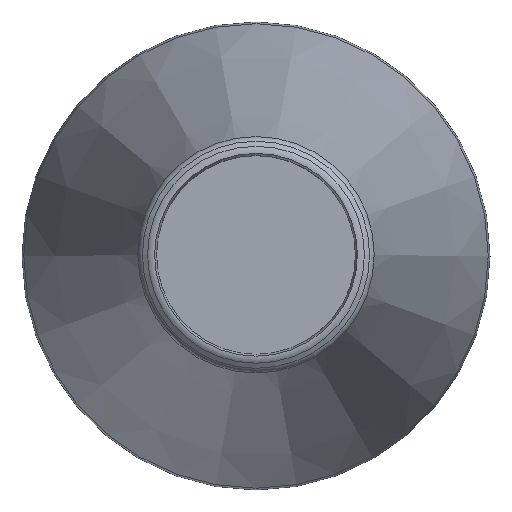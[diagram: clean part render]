
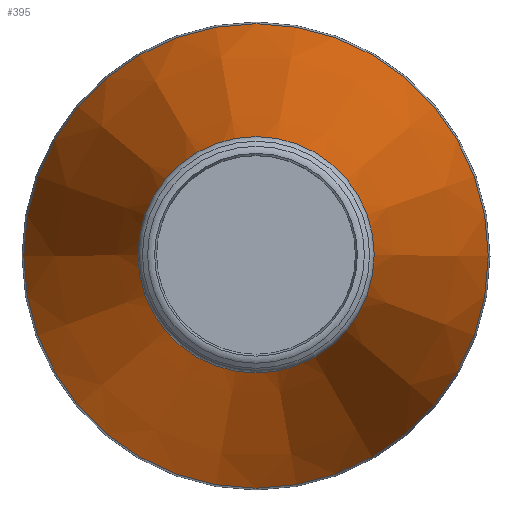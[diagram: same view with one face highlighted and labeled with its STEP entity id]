
A CAD part, top view. The second image highlights one B-rep face of the part: STEP entity #395.
In plain terms, the highlighted conical face has half-angle 14.744 degrees and reference radius 30.5 mm.
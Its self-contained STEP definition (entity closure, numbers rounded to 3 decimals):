
#55=FACE_OUTER_BOUND('',#78,.T.);
#78=EDGE_LOOP('',(#356,#357,#358,#359,#360,#361));
#88=LINE('',#762,#96);
#96=VECTOR('',#633,30.5);
#141=CIRCLE('',#477,18.494);
#143=CIRCLE('',#479,18.494);
#144=CIRCLE('',#481,39.699);
#145=CIRCLE('',#482,39.699);
#184=VERTEX_POINT('',#755);
#185=VERTEX_POINT('',#756);
#186=VERTEX_POINT('',#761);
#187=VERTEX_POINT('',#763);
#241=EDGE_CURVE('',#184,#185,#141,.T.);
#243=EDGE_CURVE('',#185,#184,#143,.T.);
#244=EDGE_CURVE('',#185,#186,#88,.T.);
#245=EDGE_CURVE('',#187,#186,#144,.T.);
#246=EDGE_CURVE('',#186,#187,#145,.T.);
#356=ORIENTED_EDGE('',*,*,#241,.F.);
#357=ORIENTED_EDGE('',*,*,#243,.F.);
#358=ORIENTED_EDGE('',*,*,#244,.T.);
#359=ORIENTED_EDGE('',*,*,#245,.F.);
#360=ORIENTED_EDGE('',*,*,#246,.F.);
#361=ORIENTED_EDGE('',*,*,#244,.F.);
#374=CONICAL_SURFACE('',#480,30.5,0.257);
#395=ADVANCED_FACE('',(#55),#374,.T.);
#477=AXIS2_PLACEMENT_3D('',#757,#625,#626);
#479=AXIS2_PLACEMENT_3D('',#759,#629,#630);
#480=AXIS2_PLACEMENT_3D('',#760,#631,#632);
#481=AXIS2_PLACEMENT_3D('',#764,#634,#635);
#482=AXIS2_PLACEMENT_3D('',#765,#636,#637);
#625=DIRECTION('center_axis',(0.,0.,1.));
#626=DIRECTION('ref_axis',(-1.,0.,0.));
#629=DIRECTION('center_axis',(0.,0.,1.));
#630=DIRECTION('ref_axis',(-1.,0.,0.));
#631=DIRECTION('center_axis',(0.,0.,-1.));
#632=DIRECTION('ref_axis',(1.,0.,0.));
#633=DIRECTION('',(-0.254,0.,-0.967));
#634=DIRECTION('center_axis',(0.,0.,-1.));
#635=DIRECTION('ref_axis',(-1.,0.,0.));
#636=DIRECTION('center_axis',(0.,0.,-1.));
#637=DIRECTION('ref_axis',(-1.,0.,0.));
#755=CARTESIAN_POINT('',(18.494,0.,93.123));
#756=CARTESIAN_POINT('',(-18.494,0.,93.123));
#757=CARTESIAN_POINT('Origin',(0.,0.,93.123));
#759=CARTESIAN_POINT('Origin',(0.,0.,93.123));
#760=CARTESIAN_POINT('Origin',(0.,0.,47.5));
#761=CARTESIAN_POINT('',(-39.699,0.,12.545));
#762=CARTESIAN_POINT('',(-30.5,0.,47.5));
#763=CARTESIAN_POINT('',(39.699,0.,12.545));
#764=CARTESIAN_POINT('Origin',(0.,0.,12.545));
#765=CARTESIAN_POINT('Origin',(0.,0.,12.545));
